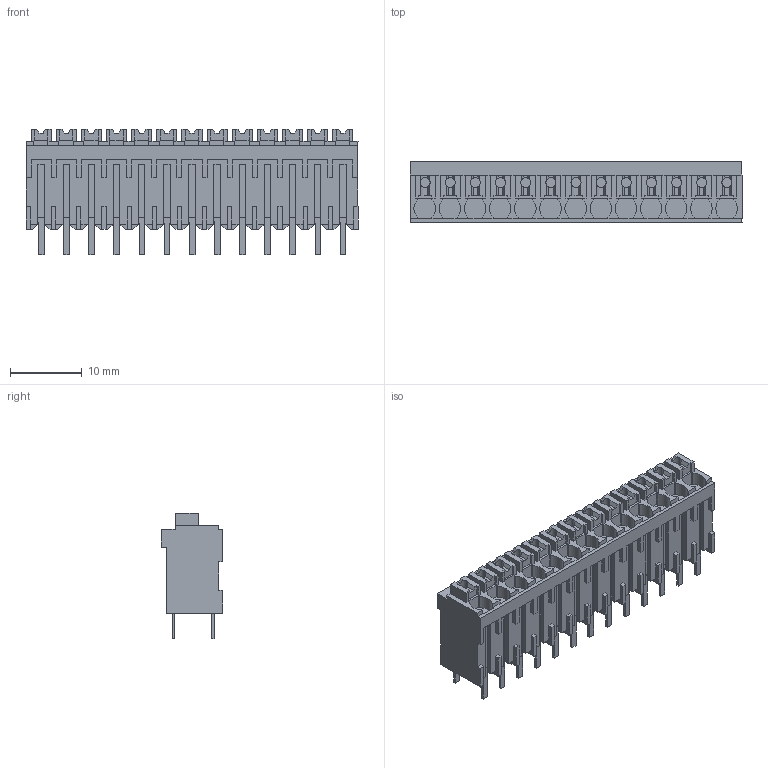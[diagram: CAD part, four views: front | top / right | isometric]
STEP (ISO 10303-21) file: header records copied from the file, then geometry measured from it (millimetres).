
FILE_DESCRIPTION(('CATIA V5 STEP Exchange','CAx-IF Rec.Pracs.--- Model Styling and Organization---1.2---2011-12-15'),'2;1');
FILE_NAME ('D1457889_0_1870350000_1870350000.stp','2018-03-20T06:15:16+00:00',('none'),('Weidmueller'),'CATIA Version 5-6 Release 2014','CATIA V5 STEP AP214','none');
FILE_SCHEMA(('AUTOMOTIVE_DESIGN { 1 0 10303 214 1 1 1 1 }'));
Length unit declared in the file: millimetre
Products named in the file (1): 1870350000
Bounding box: 46.2 x 8.5 x 17.42 mm (x, y, z)
Volume: 3645.2 mm3; surface area: 4204.2 mm2
Topology: 40 solids, 40 shells, 1056 faces, 3036 edges, 2047 vertices
Faces by surface type: plane 1004, cylinder 52
Entity records: 33449 total; most frequent: CARTESIAN_POINT 6618, ORIENTED_EDGE 6072, DIRECTION 4362, EDGE_CURVE 3036, VECTOR 2828, LINE 2828, VERTEX_POINT 2047, EDGE_LOOP 1069
